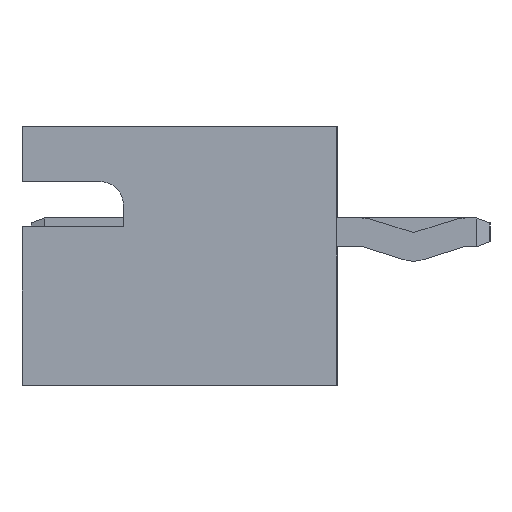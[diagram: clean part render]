
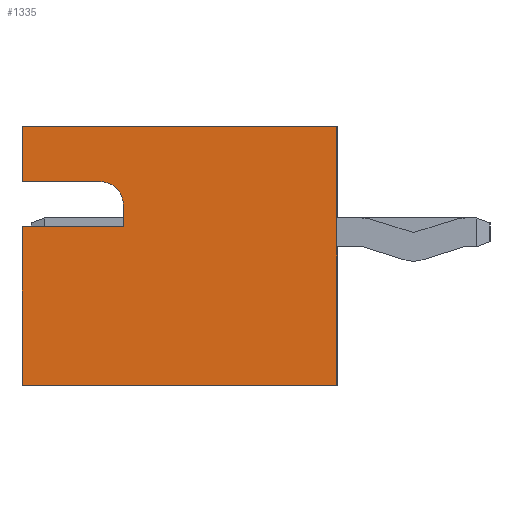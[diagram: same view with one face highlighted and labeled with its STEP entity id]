
A CAD part, left-side view. The second image highlights one B-rep face of the part: STEP entity #1335.
In plain terms, the highlighted face is planar.
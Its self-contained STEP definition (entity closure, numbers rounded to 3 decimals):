
#45 = VERTEX_POINT ( 'NONE', #3177 ) ;
#88 = DIRECTION ( 'NONE',  ( 0., -1., 0. ) ) ;
#245 = DIRECTION ( 'NONE',  ( 0., 0., 1. ) ) ;
#276 = VERTEX_POINT ( 'NONE', #3002 ) ;
#295 = CIRCLE ( 'NONE', #4212, 0.5 ) ;
#298 = VECTOR ( 'NONE', #1897, 1000. ) ;
#643 = DIRECTION ( 'NONE',  ( 1., 0., 0. ) ) ;
#804 = CARTESIAN_POINT ( 'NONE',  ( 17.45, 7., -0.125 ) ) ;
#1223 = CARTESIAN_POINT ( 'NONE',  ( 17.45, 0., 0. ) ) ;
#1335 = ADVANCED_FACE ( 'NONE', ( #3861 ), #2040, .T. ) ;
#1404 = CARTESIAN_POINT ( 'NONE',  ( 17.45, 4.75, -0.625 ) ) ;
#1408 = ORIENTED_EDGE ( 'NONE', *, *, #7244, .T. ) ;
#1494 = EDGE_CURVE ( 'NONE', #276, #3477, #5535, .T. ) ;
#1711 = CARTESIAN_POINT ( 'NONE',  ( 17.45, 4.75, -0.625 ) ) ;
#1897 = DIRECTION ( 'NONE',  ( 0., 0., 1. ) ) ;
#1900 = EDGE_LOOP ( 'NONE', ( #2847, #7133, #7007, #2570, #6754, #1408, #5919, #3468, #6583 ) ) ;
#1936 = LINE ( 'NONE', #7738, #5431 ) ;
#1969 = CARTESIAN_POINT ( 'NONE',  ( 17.45, 0., 3.4 ) ) ;
#2040 = PLANE ( 'NONE',  #7103 ) ;
#2102 = LINE ( 'NONE', #6058, #5023 ) ;
#2245 = VERTEX_POINT ( 'NONE', #5510 ) ;
#2251 = DIRECTION ( 'NONE',  ( 0., 1., 0. ) ) ;
#2286 = CARTESIAN_POINT ( 'NONE',  ( 17.45, 7., -2.35 ) ) ;
#2570 = ORIENTED_EDGE ( 'NONE', *, *, #4478, .T. ) ;
#2847 = ORIENTED_EDGE ( 'NONE', *, *, #1494, .T. ) ;
#2896 = CARTESIAN_POINT ( 'NONE',  ( 17.45, 7., 0. ) ) ;
#3002 = CARTESIAN_POINT ( 'NONE',  ( 17.45, 7., -1.125 ) ) ;
#3114 = CARTESIAN_POINT ( 'NONE',  ( 17.45, 5.25, -1.125 ) ) ;
#3137 = DIRECTION ( 'NONE',  ( 0., -1., 0. ) ) ;
#3177 = CARTESIAN_POINT ( 'NONE',  ( 17.45, 0., -2.35 ) ) ;
#3227 = CARTESIAN_POINT ( 'NONE',  ( 17.45, 7., 0. ) ) ;
#3288 = VECTOR ( 'NONE', #4726, 1000. ) ;
#3459 = CARTESIAN_POINT ( 'NONE',  ( 17.45, 5.25, -0.625 ) ) ;
#3468 = ORIENTED_EDGE ( 'NONE', *, *, #5271, .F. ) ;
#3477 = VERTEX_POINT ( 'NONE', #3114 ) ;
#3861 = FACE_OUTER_BOUND ( 'NONE', #1900, .T. ) ;
#3922 = DIRECTION ( 'NONE',  ( 0., 0., 1. ) ) ;
#4021 = EDGE_CURVE ( 'NONE', #2245, #4893, #4241, .T. ) ;
#4212 = AXIS2_PLACEMENT_3D ( 'NONE', #3459, #7330, #245 ) ;
#4241 = LINE ( 'NONE', #2896, #7455 ) ;
#4304 = LINE ( 'NONE', #1223, #298 ) ;
#4397 = VECTOR ( 'NONE', #88, 1000. ) ;
#4478 = EDGE_CURVE ( 'NONE', #6379, #2245, #5990, .T. ) ;
#4489 = VECTOR ( 'NONE', #2251, 1000. ) ;
#4710 = DIRECTION ( 'NONE',  ( 0., -1., 0. ) ) ;
#4726 = DIRECTION ( 'NONE',  ( 0., 0., 1. ) ) ;
#4893 = VERTEX_POINT ( 'NONE', #6112 ) ;
#4905 = EDGE_CURVE ( 'NONE', #3477, #8086, #295, .T. ) ;
#5023 = VECTOR ( 'NONE', #4710, 1000. ) ;
#5271 = EDGE_CURVE ( 'NONE', #6038, #45, #2102, .T. ) ;
#5431 = VECTOR ( 'NONE', #3922, 1000. ) ;
#5510 = CARTESIAN_POINT ( 'NONE',  ( 17.45, 7., -0.125 ) ) ;
#5535 = LINE ( 'NONE', #8095, #8177 ) ;
#5791 = DIRECTION ( 'NONE',  ( 0., 0., -1. ) ) ;
#5919 = ORIENTED_EDGE ( 'NONE', *, *, #7473, .F. ) ;
#5990 = LINE ( 'NONE', #804, #4489 ) ;
#6038 = VERTEX_POINT ( 'NONE', #2286 ) ;
#6058 = CARTESIAN_POINT ( 'NONE',  ( 17.45, 7., -2.35 ) ) ;
#6112 = CARTESIAN_POINT ( 'NONE',  ( 17.45, 7., 3.4 ) ) ;
#6379 = VERTEX_POINT ( 'NONE', #7111 ) ;
#6580 = LINE ( 'NONE', #6667, #4397 ) ;
#6583 = ORIENTED_EDGE ( 'NONE', *, *, #7617, .T. ) ;
#6667 = CARTESIAN_POINT ( 'NONE',  ( 17.45, 7., 3.4 ) ) ;
#6672 = DIRECTION ( 'NONE',  ( 0., 0., 1. ) ) ;
#6754 = ORIENTED_EDGE ( 'NONE', *, *, #4021, .T. ) ;
#7007 = ORIENTED_EDGE ( 'NONE', *, *, #8290, .T. ) ;
#7103 = AXIS2_PLACEMENT_3D ( 'NONE', #3227, #643, #5791 ) ;
#7111 = CARTESIAN_POINT ( 'NONE',  ( 17.45, 4.75, -0.125 ) ) ;
#7133 = ORIENTED_EDGE ( 'NONE', *, *, #4905, .T. ) ;
#7206 = LINE ( 'NONE', #1404, #3288 ) ;
#7244 = EDGE_CURVE ( 'NONE', #4893, #8067, #6580, .T. ) ;
#7330 = DIRECTION ( 'NONE',  ( -1., 0., 0. ) ) ;
#7455 = VECTOR ( 'NONE', #6672, 1000. ) ;
#7473 = EDGE_CURVE ( 'NONE', #45, #8067, #4304, .T. ) ;
#7617 = EDGE_CURVE ( 'NONE', #6038, #276, #1936, .T. ) ;
#7738 = CARTESIAN_POINT ( 'NONE',  ( 17.45, 7., 0. ) ) ;
#8067 = VERTEX_POINT ( 'NONE', #1969 ) ;
#8086 = VERTEX_POINT ( 'NONE', #1711 ) ;
#8095 = CARTESIAN_POINT ( 'NONE',  ( 17.45, 7., -1.125 ) ) ;
#8177 = VECTOR ( 'NONE', #3137, 1000. ) ;
#8290 = EDGE_CURVE ( 'NONE', #8086, #6379, #7206, .T. ) ;
